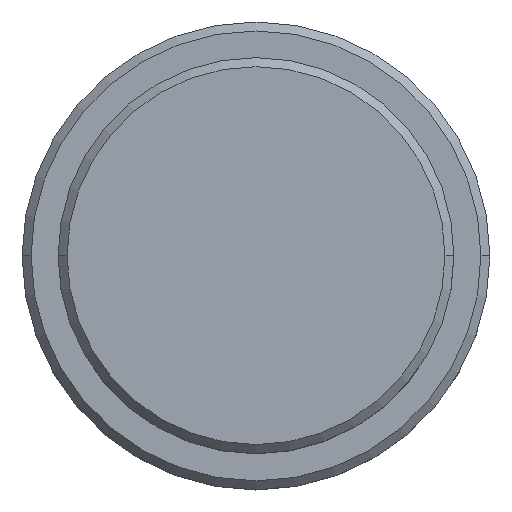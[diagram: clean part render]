
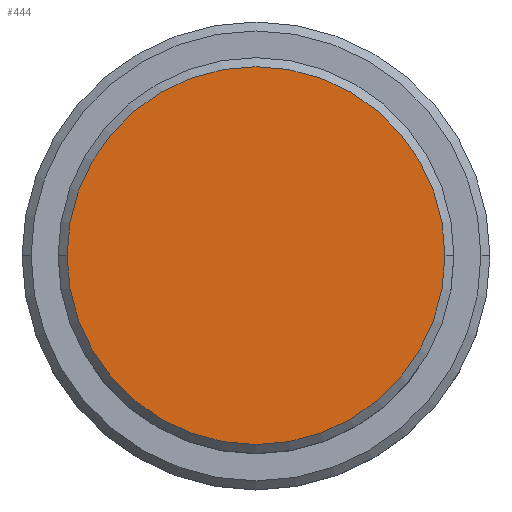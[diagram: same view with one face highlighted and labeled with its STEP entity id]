
A CAD part, top view. The second image highlights one B-rep face of the part: STEP entity #444.
In plain terms, the highlighted planar face has unit normal (0, 0, 1).
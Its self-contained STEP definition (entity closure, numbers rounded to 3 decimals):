
#1 = DIRECTION ( 'NONE',  ( 1., 0., 0. ) ) ;
#149 = DIRECTION ( 'NONE',  ( 0., 0., 1. ) ) ;
#190 = CARTESIAN_POINT ( 'NONE',  ( 0., 0., 0. ) ) ;
#208 = CARTESIAN_POINT ( 'NONE',  ( -10.5, 0., 0. ) ) ;
#251 = AXIS2_PLACEMENT_3D ( 'NONE', #190, #622, #1 ) ;
#303 = EDGE_LOOP ( 'NONE', ( #735, #970 ) ) ;
#323 = FACE_OUTER_BOUND ( 'NONE', #303, .T. ) ;
#444 = ADVANCED_FACE ( 'NONE', ( #323 ), #762, .T. ) ;
#474 = DIRECTION ( 'NONE',  ( 0., 0., 1. ) ) ;
#572 = VERTEX_POINT ( 'NONE', #1322 ) ;
#580 = DIRECTION ( 'NONE',  ( 1., 0., 0. ) ) ;
#584 = AXIS2_PLACEMENT_3D ( 'NONE', #1017, #474, #1334 ) ;
#594 = EDGE_CURVE ( 'NONE', #572, #781, #1207, .T. ) ;
#622 = DIRECTION ( 'NONE',  ( 0., 0., 1. ) ) ;
#735 = ORIENTED_EDGE ( 'NONE', *, *, #1080, .T. ) ;
#762 = PLANE ( 'NONE',  #251 ) ;
#772 = AXIS2_PLACEMENT_3D ( 'NONE', #921, #149, #580 ) ;
#781 = VERTEX_POINT ( 'NONE', #208 ) ;
#921 = CARTESIAN_POINT ( 'NONE',  ( 0., 0., 0. ) ) ;
#970 = ORIENTED_EDGE ( 'NONE', *, *, #594, .T. ) ;
#1017 = CARTESIAN_POINT ( 'NONE',  ( 0., 0., 0. ) ) ;
#1080 = EDGE_CURVE ( 'NONE', #781, #572, #1369, .T. ) ;
#1207 = CIRCLE ( 'NONE', #584, 10.5 ) ;
#1322 = CARTESIAN_POINT ( 'NONE',  ( 10.5, 0., 0. ) ) ;
#1334 = DIRECTION ( 'NONE',  ( 1., 0., 0. ) ) ;
#1369 = CIRCLE ( 'NONE', #772, 10.5 ) ;
